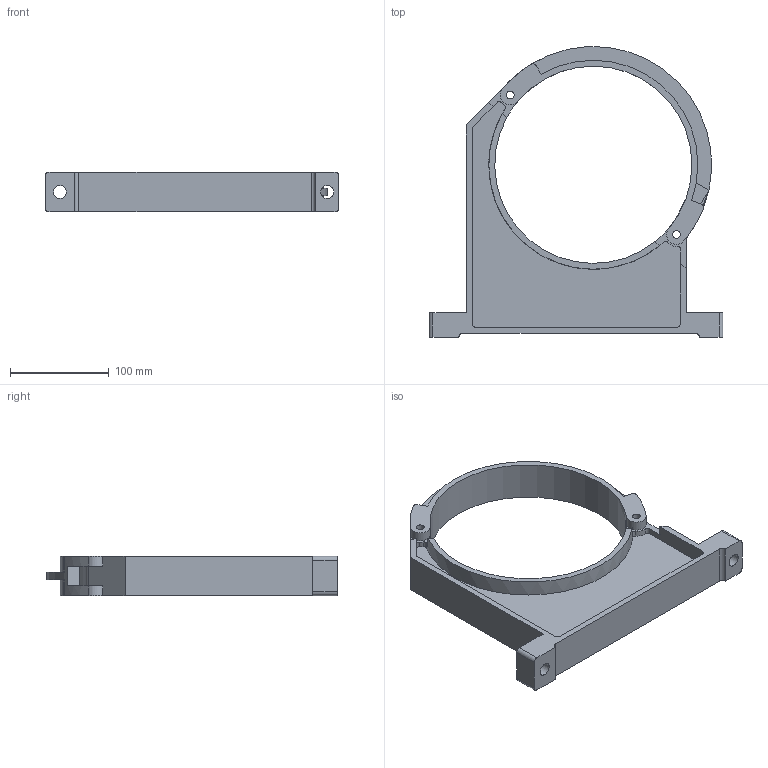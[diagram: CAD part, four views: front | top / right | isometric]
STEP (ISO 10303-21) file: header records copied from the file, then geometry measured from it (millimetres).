
FILE_DESCRIPTION( ( 'STEP AP214' ), ' ' );
FILE_NAME( '5.26.200.stp', '2015-08-26T12:02:14', ( '' ), ( '' ), ' ', 'PARTsolutions', ' ' );
FILE_SCHEMA( ( 'AUTOMOTIVE_DESIGN { 1 0 10303 214 1 1 1 1 }' ) );
Length unit declared in the file: millimetre
Products named in the file (1): _5.26.200
Bounding box: 298.1 x 294.81 x 40 mm (x, y, z)
Volume: 566448.1 mm3; surface area: 167640.4 mm2
Topology: 1 solids, 1 shells, 99 faces, 295 edges, 192 vertices
Faces by surface type: plane 52, cylinder 47
Full cylindrical faces by diameter (mm): 8 x2, 13 x2
Entity records: 4153 total; most frequent: DIRECTION 607, CARTESIAN_POINT 579, ORIENTED_EDGE 578, EDGE_CURVE 289, AXIS2_PLACEMENT_3D 218, VERTEX_POINT 190, LINE 171, VECTOR 171
